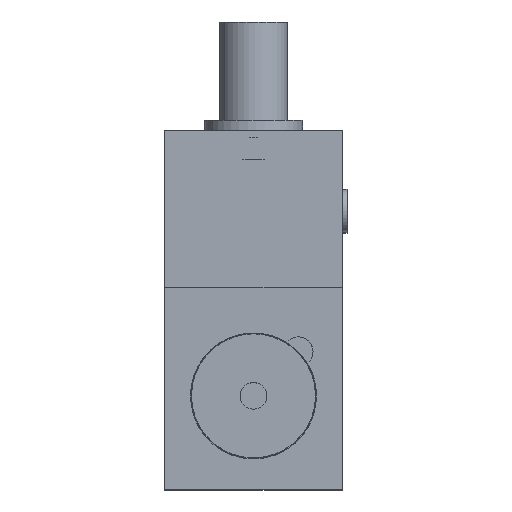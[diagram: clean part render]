
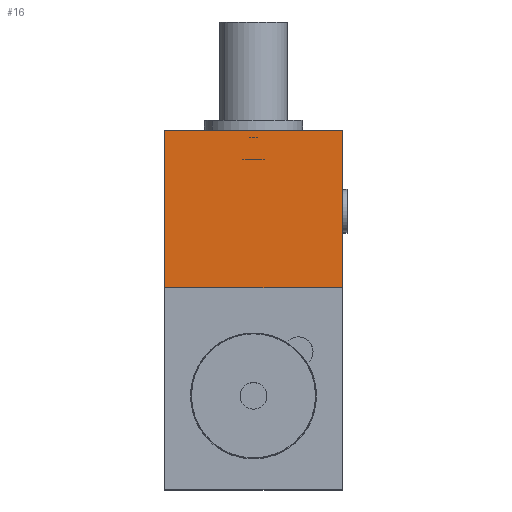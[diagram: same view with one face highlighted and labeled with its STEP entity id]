
A CAD part, top view. The second image highlights one B-rep face of the part: STEP entity #16.
In plain terms, the highlighted planar face has unit normal (0, 0, 1).
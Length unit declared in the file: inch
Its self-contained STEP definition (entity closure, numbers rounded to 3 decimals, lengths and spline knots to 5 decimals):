
#13 = VERTEX_POINT ( 'NONE', #1864 ) ;
#15 = EDGE_CURVE ( 'NONE', #13, #1825, #1863, .T. ) ;
#16 = ADVANCED_FACE ( 'NONE', ( #1908 ), #1890, .T. ) ;
#17 = EDGE_LOOP ( 'NONE', ( #18, #20, #21, #23 ) ) ;
#18 = ORIENTED_EDGE ( 'NONE', *, *, #19, .F. ) ;
#19 = EDGE_CURVE ( 'NONE', #1825, #1829, #1947, .T. ) ;
#20 = ORIENTED_EDGE ( 'NONE', *, *, #15, .F. ) ;
#21 = ORIENTED_EDGE ( 'NONE', *, *, #22, .T. ) ;
#22 = EDGE_CURVE ( 'NONE', #13, #1757, #1943, .T. ) ;
#23 = ORIENTED_EDGE ( 'NONE', *, *, #1832, .T. ) ;
#1757 = VERTEX_POINT ( 'NONE', #8230 ) ;
#1825 = VERTEX_POINT ( 'NONE', #8429 ) ;
#1829 = VERTEX_POINT ( 'NONE', #8424 ) ;
#1832 = EDGE_CURVE ( 'NONE', #1757, #1829, #8422, .T. ) ;
#1863 = LINE ( 'NONE', #1911, #1910 ) ;
#1864 = CARTESIAN_POINT ( 'NONE',  ( -1.02155, -1.46027, 1.08337 ) ) ;
#1886 = DIRECTION ( 'NONE',  ( 1., 0., 0. ) ) ;
#1887 = DIRECTION ( 'NONE',  ( 0., 0., 1. ) ) ;
#1888 = CARTESIAN_POINT ( 'NONE',  ( -1.02155, -1.46027, 1.08337 ) ) ;
#1889 = AXIS2_PLACEMENT_3D ( 'NONE', #1888, #1887, #1886 ) ;
#1890 = PLANE ( 'NONE',  #1889 ) ;
#1908 = FACE_OUTER_BOUND ( 'NONE', #17, .T. ) ;
#1909 = DIRECTION ( 'NONE',  ( 0., 1., 0. ) ) ;
#1910 = VECTOR ( 'NONE', #1909, 39.37008 ) ;
#1911 = CARTESIAN_POINT ( 'NONE',  ( -1.02155, -1.46027, 1.08337 ) ) ;
#1940 = DIRECTION ( 'NONE',  ( 1., 0., 0. ) ) ;
#1941 = VECTOR ( 'NONE', #1940, 39.37008 ) ;
#1942 = CARTESIAN_POINT ( 'NONE',  ( -1.02155, -1.46027, 1.08337 ) ) ;
#1943 = LINE ( 'NONE', #1942, #1941 ) ;
#1944 = DIRECTION ( 'NONE',  ( 1., 0., 0. ) ) ;
#1945 = VECTOR ( 'NONE', #1944, 39.37008 ) ;
#1946 = CARTESIAN_POINT ( 'NONE',  ( -1.02155, -0.83035, 1.08337 ) ) ;
#1947 = LINE ( 'NONE', #1946, #1945 ) ;
#8230 = CARTESIAN_POINT ( 'NONE',  ( -0.31289, -1.46027, 1.08337 ) ) ;
#8419 = DIRECTION ( 'NONE',  ( 0., 1., 0. ) ) ;
#8420 = VECTOR ( 'NONE', #8419, 39.37008 ) ;
#8421 = CARTESIAN_POINT ( 'NONE',  ( -0.31289, -1.46027, 1.08337 ) ) ;
#8422 = LINE ( 'NONE', #8421, #8420 ) ;
#8424 = CARTESIAN_POINT ( 'NONE',  ( -0.31289, -0.83035, 1.08337 ) ) ;
#8429 = CARTESIAN_POINT ( 'NONE',  ( -1.02155, -0.83035, 1.08337 ) ) ;
